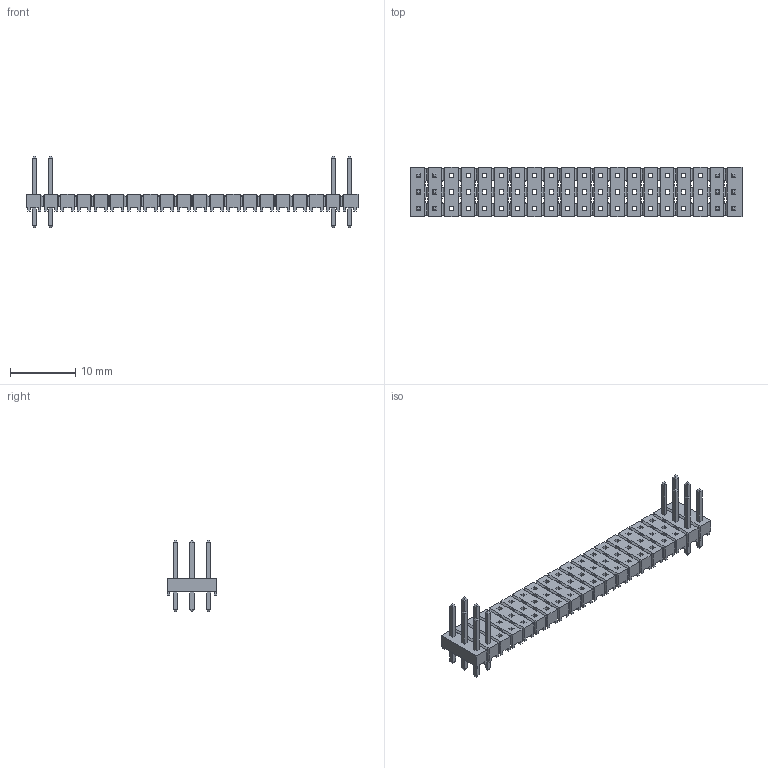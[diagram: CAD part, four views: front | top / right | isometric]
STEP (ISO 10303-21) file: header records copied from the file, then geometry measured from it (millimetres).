
FILE_DESCRIPTION(/* description */ (''),/* implementation_level */ '2;1');
FILE_NAME(/* name */ 'SAMTEC_TSW-120-07-T-T.stp',/* time_stamp */ '2016-03-07T10:48:35+01:00',/* author */ ('riccim'),/* organization */ (''),/* preprocessor_version */ 'ST-DEVELOPER v15.5',/* originating_system */ 'AutoCAD Mechanical',/* authorisation */ ' ');
FILE_SCHEMA (('AUTOMOTIVE_DESIGN { 1 0 10303 214 3 1 1 }'));
Length unit declared in the file: millimetre
Products named in the file (1): Product
Bounding box: 50.8 x 7.62 x 10.92 mm (x, y, z)
Volume: 749.9 mm3; surface area: 1936.2 mm2
Topology: 5 solids, 5 shells, 1452 faces, 3854 edges, 2360 vertices
Faces by surface type: plane 1452
Entity records: 43661 total; most frequent: ORIENTED_EDGE 7708, CARTESIAN_POINT 7667, DIRECTION 6760, LINE 3854, VECTOR 3854, EDGE_CURVE 3854, VERTEX_POINT 2360, EDGE_LOOP 1596
